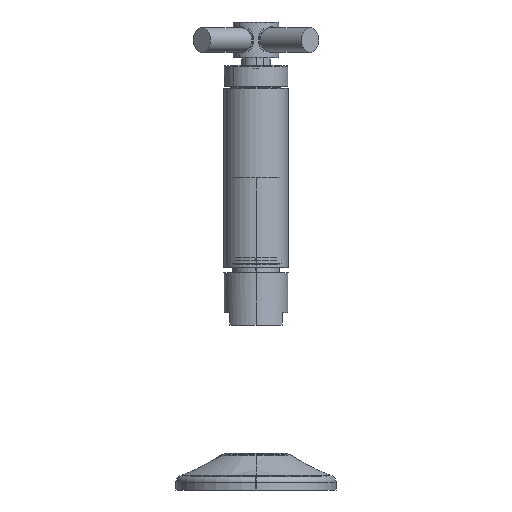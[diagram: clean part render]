
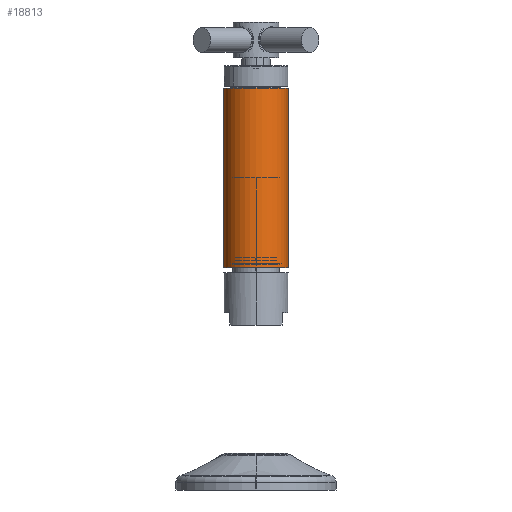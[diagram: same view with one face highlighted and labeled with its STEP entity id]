
A CAD part, front view. The second image highlights one B-rep face of the part: STEP entity #18813.
In plain terms, the highlighted cylindrical face has radius 12.7 mm (diameter 25.4 mm), a partial arc.
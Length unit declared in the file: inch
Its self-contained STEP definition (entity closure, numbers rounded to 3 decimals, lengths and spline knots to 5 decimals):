
#15255=CARTESIAN_POINT('',(0.,0.,-2.05));
#15256=DIRECTION('',(0.,0.,-1.));
#15257=DIRECTION('',(1.,0.,0.));
#15258=AXIS2_PLACEMENT_3D('',#15255,#15256,#15257);
#15275=DIRECTION('',(0.,0.,1.));
#15276=VECTOR('',#15275,0.75);
#15277=CARTESIAN_POINT('',(0.5,0.,0.));
#15278=LINE('',#15277,#15276);
#15279=DIRECTION('',(0.,0.,-1.));
#15280=VECTOR('',#15279,0.75);
#15281=CARTESIAN_POINT('',(-0.5,0.,0.75));
#15282=LINE('',#15281,#15280);
#15307=CARTESIAN_POINT('',(0.,0.,0.75));
#15308=DIRECTION('',(0.,0.,1.));
#15309=DIRECTION('',(-1.,0.,0.));
#15310=AXIS2_PLACEMENT_3D('',#15307,#15308,#15309);
#17931=DIRECTION('',(0.,0.,1.));
#17932=VECTOR('',#17931,2.05);
#17933=CARTESIAN_POINT('',(0.5,0.,-2.05));
#17934=LINE('',#17933,#17932);
#17959=DIRECTION('',(0.,0.,-1.));
#17960=VECTOR('',#17959,2.05);
#17961=CARTESIAN_POINT('',(-0.5,0.,0.));
#17962=LINE('',#17961,#17960);
#18580=CARTESIAN_POINT('',(0.5,0.,-2.05));
#18581=CARTESIAN_POINT('',(-0.5,0.,-2.05));
#18582=VERTEX_POINT('',#18580);
#18583=VERTEX_POINT('',#18581);
#18588=CARTESIAN_POINT('',(0.5,0.,0.));
#18589=CARTESIAN_POINT('',(0.5,0.,0.75));
#18590=VERTEX_POINT('',#18588);
#18591=VERTEX_POINT('',#18589);
#18592=CARTESIAN_POINT('',(-0.5,0.,0.));
#18593=VERTEX_POINT('',#18592);
#18594=CARTESIAN_POINT('',(-0.5,0.,0.75));
#18595=VERTEX_POINT('',#18594);
#18795=CARTESIAN_POINT('',(0.,0.,-2.106));
#18796=DIRECTION('',(0.,0.,1.));
#18797=DIRECTION('',(1.,0.,0.));
#18798=AXIS2_PLACEMENT_3D('',#18795,#18796,#18797);
#18799=CYLINDRICAL_SURFACE('',#18798,0.5);
#18801=ORIENTED_EDGE('',*,*,#18800,.F.);
#18803=ORIENTED_EDGE('',*,*,#18802,.F.);
#18804=ORIENTED_EDGE('',*,*,#18782,.T.);
#18806=ORIENTED_EDGE('',*,*,#18805,.F.);
#18808=ORIENTED_EDGE('',*,*,#18807,.F.);
#18810=ORIENTED_EDGE('',*,*,#18809,.T.);
#18811=EDGE_LOOP('',(#18801,#18803,#18804,#18806,#18808,#18810));
#18812=FACE_OUTER_BOUND('',#18811,.F.);
#18813=ADVANCED_FACE('',(#18812),#18799,.T.);
#15259=CIRCLE('',#15258,0.5);
#15311=CIRCLE('',#15310,0.5);
#18782=EDGE_CURVE('',#18582,#18583,#15259,.T.);
#18800=EDGE_CURVE('',#18590,#18591,#15278,.T.);
#18802=EDGE_CURVE('',#18582,#18590,#17934,.T.);
#18805=EDGE_CURVE('',#18593,#18583,#17962,.T.);
#18807=EDGE_CURVE('',#18595,#18593,#15282,.T.);
#18809=EDGE_CURVE('',#18595,#18591,#15311,.T.);
